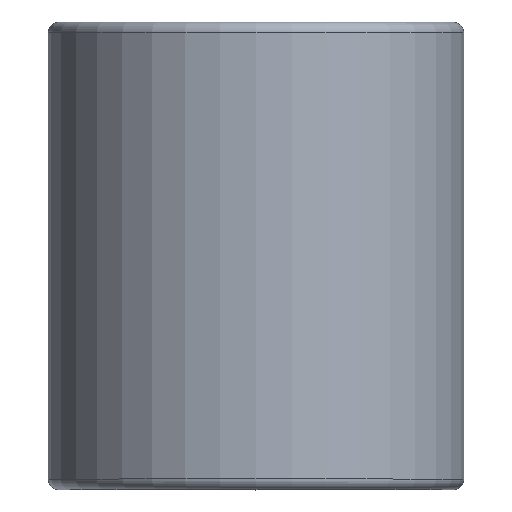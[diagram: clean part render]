
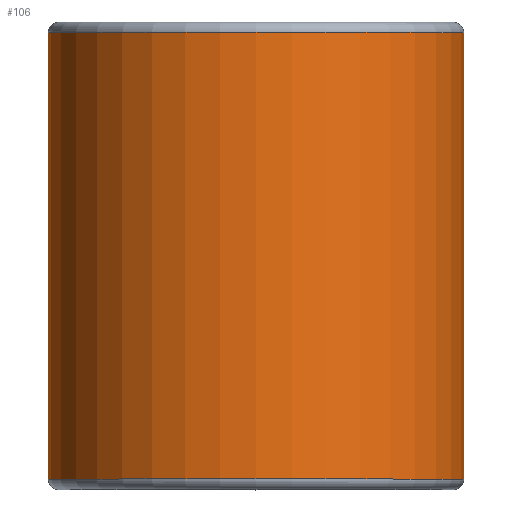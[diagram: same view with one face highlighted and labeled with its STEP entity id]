
A CAD part, top view. The second image highlights one B-rep face of the part: STEP entity #106.
In plain terms, the highlighted cylindrical face has radius 40 mm (diameter 80 mm), a full revolution.
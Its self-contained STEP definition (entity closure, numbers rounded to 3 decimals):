
#23=FACE_OUTER_BOUND('',#30,.T.);
#30=EDGE_LOOP('',(#79,#80,#81,#82,#83,#84));
#36=LINE('',#206,#38);
#38=VECTOR('',#173,40.);
#43=CIRCLE('',#140,40.);
#44=CIRCLE('',#141,40.);
#45=CIRCLE('',#143,40.);
#46=CIRCLE('',#144,40.);
#52=VERTEX_POINT('',#199);
#53=VERTEX_POINT('',#201);
#54=VERTEX_POINT('',#205);
#55=VERTEX_POINT('',#207);
#62=EDGE_CURVE('',#52,#53,#43,.T.);
#63=EDGE_CURVE('',#53,#52,#44,.T.);
#64=EDGE_CURVE('',#53,#54,#36,.T.);
#65=EDGE_CURVE('',#55,#54,#45,.T.);
#66=EDGE_CURVE('',#54,#55,#46,.T.);
#79=ORIENTED_EDGE('',*,*,#62,.F.);
#80=ORIENTED_EDGE('',*,*,#63,.F.);
#81=ORIENTED_EDGE('',*,*,#64,.T.);
#82=ORIENTED_EDGE('',*,*,#65,.F.);
#83=ORIENTED_EDGE('',*,*,#66,.F.);
#84=ORIENTED_EDGE('',*,*,#64,.F.);
#94=CYLINDRICAL_SURFACE('',#142,40.);
#106=ADVANCED_FACE('',(#23),#94,.T.);
#140=AXIS2_PLACEMENT_3D('',#202,#167,#168);
#141=AXIS2_PLACEMENT_3D('',#203,#169,#170);
#142=AXIS2_PLACEMENT_3D('',#204,#171,#172);
#143=AXIS2_PLACEMENT_3D('',#208,#174,#175);
#144=AXIS2_PLACEMENT_3D('',#209,#176,#177);
#167=DIRECTION('center_axis',(0.,1.,0.));
#168=DIRECTION('ref_axis',(1.,0.,0.));
#169=DIRECTION('center_axis',(0.,1.,0.));
#170=DIRECTION('ref_axis',(1.,0.,0.));
#171=DIRECTION('center_axis',(0.,1.,0.));
#172=DIRECTION('ref_axis',(-1.,0.,0.));
#173=DIRECTION('',(0.,-1.,0.));
#174=DIRECTION('center_axis',(0.,-1.,0.));
#175=DIRECTION('ref_axis',(1.,0.,0.));
#176=DIRECTION('center_axis',(0.,-1.,0.));
#177=DIRECTION('ref_axis',(1.,0.,0.));
#199=CARTESIAN_POINT('',(0.,88.,-40.));
#201=CARTESIAN_POINT('',(40.,88.,0.));
#202=CARTESIAN_POINT('Origin',(0.,88.,0.));
#203=CARTESIAN_POINT('Origin',(0.,88.,0.));
#204=CARTESIAN_POINT('Origin',(0.,0.,0.));
#205=CARTESIAN_POINT('',(40.,2.,0.));
#206=CARTESIAN_POINT('',(40.,0.,0.));
#207=CARTESIAN_POINT('',(0.,2.,-40.));
#208=CARTESIAN_POINT('Origin',(0.,2.,0.));
#209=CARTESIAN_POINT('Origin',(0.,2.,0.));
